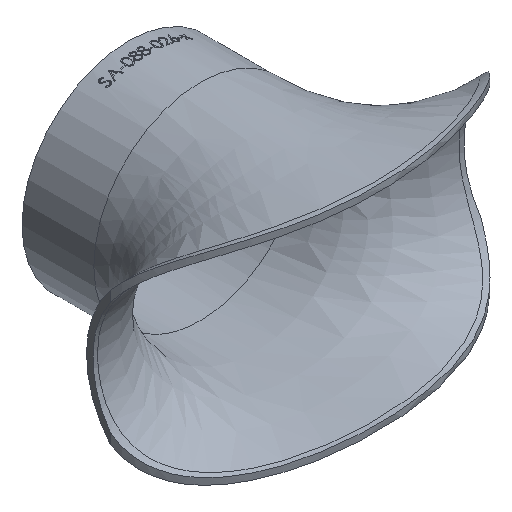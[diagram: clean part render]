
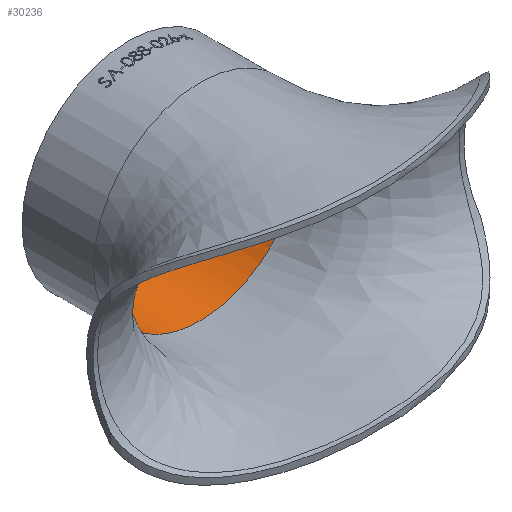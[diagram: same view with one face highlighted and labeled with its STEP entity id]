
A CAD part, isometric view. The second image highlights one B-rep face of the part: STEP entity #30236.
In plain terms, the highlighted cylindrical face has radius 41.85 mm (diameter 83.7 mm), a full revolution.
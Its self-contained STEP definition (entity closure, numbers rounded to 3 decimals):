
#287 = ORIENTED_EDGE ( 'NONE', *, *, #29718, .T. ) ;
#1655 = CARTESIAN_POINT ( 'NONE',  ( 41.491, 74.495, -5.689 ) ) ;
#1758 = CARTESIAN_POINT ( 'NONE',  ( 13.749, 74.493, -39.56 ) ) ;
#1954 = CARTESIAN_POINT ( 'NONE',  ( -15.03, 74.493, -39.09 ) ) ;
#2056 = CARTESIAN_POINT ( 'NONE',  ( 33.376, 74.49, -25.797 ) ) ;
#2293 = VERTEX_POINT ( 'NONE', #5596 ) ;
#2456 = CARTESIAN_POINT ( 'NONE',  ( -41.279, 74.495, -7.07 ) ) ;
#4030 = CARTESIAN_POINT ( 'NONE',  ( -2.873, 74.495, -41.777 ) ) ;
#4132 = CARTESIAN_POINT ( 'NONE',  ( 41.85, 74.495, 1.435 ) ) ;
#4229 = CARTESIAN_POINT ( 'NONE',  ( 11.278, 74.494, 40.679 ) ) ;
#4326 = CARTESIAN_POINT ( 'NONE',  ( 40.376, 74.495, -11.131 ) ) ;
#4823 = CARTESIAN_POINT ( 'NONE',  ( -41.491, 74.495, 5.689 ) ) ;
#5596 = CARTESIAN_POINT ( 'NONE',  ( 0., 104.45, 41.85 ) ) ;
#6416 = CARTESIAN_POINT ( 'NONE',  ( 0., 74.495, 41.85 ) ) ;
#6519 = CARTESIAN_POINT ( 'NONE',  ( -13.749, 74.493, -39.56 ) ) ;
#6615 = CARTESIAN_POINT ( 'NONE',  ( 25.797, 74.488, -33.376 ) ) ;
#6650 = ORIENTED_EDGE ( 'NONE', *, *, #29778, .F. ) ;
#6713 = CARTESIAN_POINT ( 'NONE',  ( 40.721, 74.495, -9.791 ) ) ;
#6999 = CARTESIAN_POINT ( 'NONE',  ( -41.85, 74.495, 1.435 ) ) ;
#8671 = CARTESIAN_POINT ( 'NONE',  ( 41.279, 74.495, -7.07 ) ) ;
#8778 = CARTESIAN_POINT ( 'NONE',  ( -33.376, 74.49, -25.797 ) ) ;
#8880 = CARTESIAN_POINT ( 'NONE',  ( 15.03, 74.493, -39.09 ) ) ;
#9076 = CARTESIAN_POINT ( 'NONE',  ( 41.279, 74.495, 7.07 ) ) ;
#9476 = CARTESIAN_POINT ( 'NONE',  ( -41.85, 74.495, -1.435 ) ) ;
#9575 = CARTESIAN_POINT ( 'NONE',  ( -40.376, 74.495, -11.131 ) ) ;
#11154 = CARTESIAN_POINT ( 'NONE',  ( 21.286, 74.491, -36.442 ) ) ;
#11225 = CIRCLE ( 'NONE', #14885, 41.85 ) ;
#11253 = CARTESIAN_POINT ( 'NONE',  ( 36.442, 74.496, -21.286 ) ) ;
#11323 = DIRECTION ( 'NONE',  ( 0., 0., 1. ) ) ;
#11353 = CARTESIAN_POINT ( 'NONE',  ( 41.777, 74.495, -2.873 ) ) ;
#11519 = DIRECTION ( 'NONE',  ( 0., 1., 0. ) ) ;
#11551 = CARTESIAN_POINT ( 'NONE',  ( -5.781, 74.495, 41.85 ) ) ;
#11575 = FACE_OUTER_BOUND ( 'NONE', #22595, .T. ) ;
#11756 = CARTESIAN_POINT ( 'NONE',  ( -39.561, 74.495, 13.749 ) ) ;
#13447 = FACE_OUTER_BOUND ( 'NONE', #21321, .T. ) ;
#13456 = CARTESIAN_POINT ( 'NONE',  ( 39.561, 74.495, 13.749 ) ) ;
#13560 = CARTESIAN_POINT ( 'NONE',  ( 21.286, 74.491, 36.442 ) ) ;
#13660 = CARTESIAN_POINT ( 'NONE',  ( 41.85, 74.495, -1.435 ) ) ;
#13761 = CARTESIAN_POINT ( 'NONE',  ( -7.07, 74.495, -41.279 ) ) ;
#13863 = CARTESIAN_POINT ( 'NONE',  ( 41.491, 74.495, 5.689 ) ) ;
#13959 = CARTESIAN_POINT ( 'NONE',  ( -41.777, 74.495, -2.873 ) ) ;
#14885 = AXIS2_PLACEMENT_3D ( 'NONE', #25061, #23102, #16041 ) ;
#15836 = CARTESIAN_POINT ( 'NONE',  ( 40.721, 74.495, 9.791 ) ) ;
#15936 = CARTESIAN_POINT ( 'NONE',  ( 41.777, 74.495, 2.873 ) ) ;
#16041 = DIRECTION ( 'NONE',  ( 0., 0., 1. ) ) ;
#16145 = CARTESIAN_POINT ( 'NONE',  ( -11.131, 74.494, -40.375 ) ) ;
#16237 = CARTESIAN_POINT ( 'NONE',  ( -5.689, 74.495, -41.491 ) ) ;
#16399 = CYLINDRICAL_SURFACE ( 'NONE', #24010, 41.85 ) ;
#16525 = CARTESIAN_POINT ( 'NONE',  ( -21.286, 74.491, 36.442 ) ) ;
#18332 = CARTESIAN_POINT ( 'NONE',  ( 40.376, 74.495, 11.131 ) ) ;
#18536 = CARTESIAN_POINT ( 'NONE',  ( -21.286, 74.49, -36.442 ) ) ;
#18643 = CARTESIAN_POINT ( 'NONE',  ( 9.791, 74.494, -40.721 ) ) ;
#19035 = CARTESIAN_POINT ( 'NONE',  ( -33.376, 74.49, 25.797 ) ) ;
#19372 = VERTEX_POINT ( 'NONE', #21984 ) ;
#20525 = CARTESIAN_POINT ( 'NONE',  ( -25.797, 74.488, -33.376 ) ) ;
#20634 = CARTESIAN_POINT ( 'NONE',  ( -36.442, 74.496, -21.286 ) ) ;
#20740 = CARTESIAN_POINT ( 'NONE',  ( 39.09, 74.495, 15.03 ) ) ;
#20836 = CARTESIAN_POINT ( 'NONE',  ( 39.561, 74.495, -13.749 ) ) ;
#20935 = CARTESIAN_POINT ( 'NONE',  ( 39.09, 74.495, -15.03 ) ) ;
#21237 = CARTESIAN_POINT ( 'NONE',  ( -40.721, 74.495, 9.791 ) ) ;
#21321 = EDGE_LOOP ( 'NONE', ( #287 ) ) ;
#21332 = CARTESIAN_POINT ( 'NONE',  ( -39.561, 74.495, -13.749 ) ) ;
#21432 = CARTESIAN_POINT ( 'NONE',  ( -40.376, 74.495, 11.131 ) ) ;
#21984 = CARTESIAN_POINT ( 'NONE',  ( 0., 74.495, 41.85 ) ) ;
#22595 = EDGE_LOOP ( 'NONE', ( #6650 ) ) ;
#23102 = DIRECTION ( 'NONE',  ( 0., 1., 0. ) ) ;
#23198 = CARTESIAN_POINT ( 'NONE',  ( 2.873, 74.495, -41.777 ) ) ;
#23298 = CARTESIAN_POINT ( 'NONE',  ( 7.07, 74.495, -41.279 ) ) ;
#23397 = CARTESIAN_POINT ( 'NONE',  ( -25.797, 74.488, 33.376 ) ) ;
#23495 = CARTESIAN_POINT ( 'NONE',  ( -39.09, 74.495, 15.03 ) ) ;
#23596 = CARTESIAN_POINT ( 'NONE',  ( -36.442, 74.496, 21.286 ) ) ;
#23691 = CARTESIAN_POINT ( 'NONE',  ( -40.721, 74.495, -9.791 ) ) ;
#24010 = AXIS2_PLACEMENT_3D ( 'NONE', #25732, #11519, #11323 ) ;
#25061 = CARTESIAN_POINT ( 'NONE',  ( 0., 104.45, 0. ) ) ;
#25569 = CARTESIAN_POINT ( 'NONE',  ( 36.442, 74.496, 21.286 ) ) ;
#25732 = CARTESIAN_POINT ( 'NONE',  ( 0., 74.45, 0. ) ) ;
#25862 = CARTESIAN_POINT ( 'NONE',  ( -41.279, 74.495, 7.07 ) ) ;
#25959 = CARTESIAN_POINT ( 'NONE',  ( 0., 74.495, 41.85 ) ) ;
#26056 = CARTESIAN_POINT ( 'NONE',  ( -41.777, 74.495, 2.873 ) ) ;
#26898 = B_SPLINE_CURVE_WITH_KNOTS ( 'NONE', 3,
 ( #6416, #27849, #4229, #13560, #27949, #27639, #25569, #20740, #13456, #18332, #15836, #9076, #13863, #15936, #4132, #13660, #11353, #1655, #8671, #6713, #4326, #20836, #20935, #11253, #2056, #6615, #11154, #8880, #1758, #28048, #18643, #23298, #30415, #23198, #30216, #27748, #4030, #16237, #13761, #30316, #16145, #6519, #1954, #18536, #20525, #8778, #20634, #30115, #21332, #9575, #23691, #2456, #28350, #13959, #9476, #6999, #26056, #4823, #25862, #21237, #21432, #11756, #23495, #23596, #19035, #23397, #16525, #30518, #11551, #25959 ),
 .UNSPECIFIED., .T., .F.,
 ( 4, 2, 2, 2, 2, 2, 2, 2, 2, 2, 2, 2, 2, 2, 2, 2, 2, 2, 2, 2, 2, 2, 2, 2, 2, 2, 2, 2, 2, 2, 2, 2, 2, 2, 4 ),
 ( 0., 0.062, 0.125, 0.187, 0.203, 0.219, 0.234, 0.25, 0.266, 0.281, 0.297, 0.312, 0.375, 0.437, 0.453, 0.469, 0.484, 0.5, 0.516, 0.531, 0.547, 0.562, 0.625, 0.687, 0.703, 0.719, 0.734, 0.75, 0.766, 0.781, 0.797, 0.812, 0.875, 0.937, 1. ),
 .UNSPECIFIED. ) ;
#27639 = CARTESIAN_POINT ( 'NONE',  ( 33.376, 74.49, 25.797 ) ) ;
#27748 = CARTESIAN_POINT ( 'NONE',  ( -1.435, 74.495, -41.85 ) ) ;
#27849 = CARTESIAN_POINT ( 'NONE',  ( 5.781, 74.495, 41.85 ) ) ;
#27949 = CARTESIAN_POINT ( 'NONE',  ( 25.797, 74.488, 33.376 ) ) ;
#28048 = CARTESIAN_POINT ( 'NONE',  ( 11.131, 74.494, -40.375 ) ) ;
#28350 = CARTESIAN_POINT ( 'NONE',  ( -41.491, 74.495, -5.689 ) ) ;
#29718 = EDGE_CURVE ( 'NONE', #2293, #2293, #11225, .T. ) ;
#29778 = EDGE_CURVE ( 'NONE', #19372, #19372, #26898, .T. ) ;
#30115 = CARTESIAN_POINT ( 'NONE',  ( -39.09, 74.495, -15.03 ) ) ;
#30216 = CARTESIAN_POINT ( 'NONE',  ( 1.435, 74.495, -41.85 ) ) ;
#30236 = ADVANCED_FACE ( 'NONE', ( #11575, #13447 ), #16399, .F. ) ;
#30316 = CARTESIAN_POINT ( 'NONE',  ( -9.791, 74.494, -40.721 ) ) ;
#30415 = CARTESIAN_POINT ( 'NONE',  ( 5.689, 74.495, -41.491 ) ) ;
#30518 = CARTESIAN_POINT ( 'NONE',  ( -11.278, 74.494, 40.679 ) ) ;
